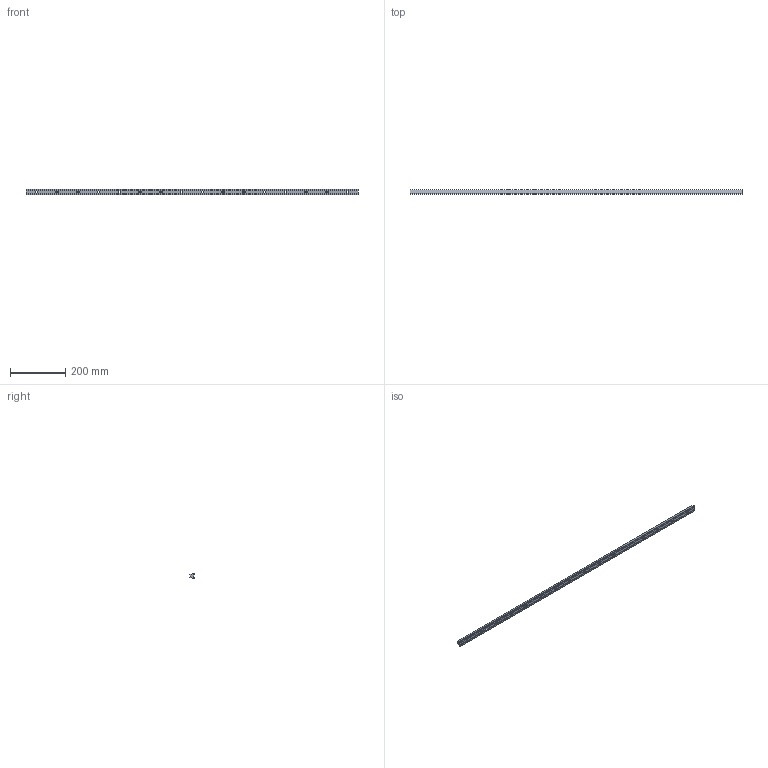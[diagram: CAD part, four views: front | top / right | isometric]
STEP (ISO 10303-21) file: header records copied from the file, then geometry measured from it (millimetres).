
FILE_DESCRIPTION( ( '' ), '1' );
FILE_NAME( 'wus_25_2_03.stp', '2008-04-10T05:51:30', ( '' ), ( '' ), ' ', ' ', ' ' );
FILE_SCHEMA( ( 'CONFIG_CONTROL_DESIGN' ) );
Length unit declared in the file: millimetre
Products named in the file (1): 1
Bounding box: 1200 x 14.73 x 21 mm (x, y, z)
Volume: 246502.4 mm3; surface area: 83982.1 mm2
Topology: 1 solids, 1 shells, 63 faces, 215 edges, 122 vertices
Faces by surface type: cylinder 32, plane 31
Entity records: 2401 total; most frequent: DIRECTION 439, ORIENTED_EDGE 430, CARTESIAN_POINT 401, EDGE_CURVE 215, AXIS2_PLACEMENT_3D 160, VERTEX_POINT 122, LINE 119, VECTOR 119
